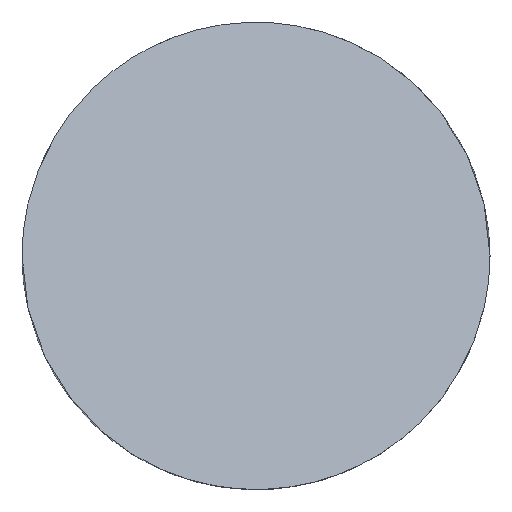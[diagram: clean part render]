
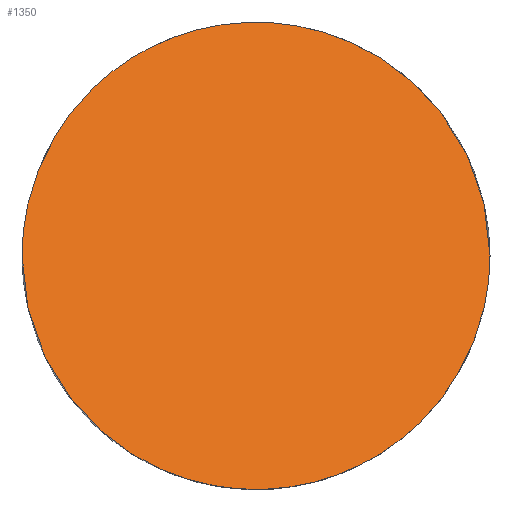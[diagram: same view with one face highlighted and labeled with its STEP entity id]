
A CAD part, top view. The second image highlights one B-rep face of the part: STEP entity #1350.
In plain terms, the highlighted planar face has unit normal (0, 0.707, 0.707).
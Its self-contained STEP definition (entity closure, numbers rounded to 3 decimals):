
#832 = EDGE_CURVE ( 'NONE', #833, #834, #11092, .T. ) ;
#833 = VERTEX_POINT ( 'NONE', #11053 ) ;
#834 = VERTEX_POINT ( 'NONE', #11052 ) ;
#1318 = EDGE_CURVE ( 'NONE', #834, #833, #12884, .T. ) ;
#1350 = ADVANCED_FACE ( 'NONE', ( #12936 ), #12697, .T. ) ;
#1351 = EDGE_LOOP ( 'NONE', ( #1352, #1353 ) ) ;
#1352 = ORIENTED_EDGE ( 'NONE', *, *, #1318, .T. ) ;
#1353 = ORIENTED_EDGE ( 'NONE', *, *, #832, .T. ) ;
#11052 = CARTESIAN_POINT ( 'NONE',  ( -12.7, 0., 4.243 ) ) ;
#11053 = CARTESIAN_POINT ( 'NONE',  ( 12.7, 0., 4.243 ) ) ;
#11088 = CARTESIAN_POINT ( 'NONE',  ( -12.7, 0., 4.243 ) ) ;
#11089 = CARTESIAN_POINT ( 'NONE',  ( -12.7, 25.4, -21.156 ) ) ;
#11090 = CARTESIAN_POINT ( 'NONE',  ( 12.7, 25.4, -21.156 ) ) ;
#11091 = CARTESIAN_POINT ( 'NONE',  ( 12.7, 0., 4.243 ) ) ;
#11092 =( BOUNDED_CURVE ( )  B_SPLINE_CURVE ( 3, ( #11091, #11090, #11089, #11088 ),
 .UNSPECIFIED., .F., .T. ) 
 B_SPLINE_CURVE_WITH_KNOTS ( ( 4, 4 ),
 ( 4.712, 7.854 ),
 .UNSPECIFIED. ) 
 CURVE ( )  GEOMETRIC_REPRESENTATION_ITEM ( )  RATIONAL_B_SPLINE_CURVE ( ( 1., 0.333, 0.333, 1. ) ) 
 REPRESENTATION_ITEM ( '' )  );
#12402 = DIRECTION ( 'NONE',  ( 0., -0.707, 0.707 ) ) ;
#12694 = DIRECTION ( 'NONE',  ( 0., 0.707, 0.707 ) ) ;
#12695 = CARTESIAN_POINT ( 'NONE',  ( -25., 12.7, -8.457 ) ) ;
#12696 = AXIS2_PLACEMENT_3D ( 'NONE', #12695, #12694, #12402 ) ;
#12697 = PLANE ( 'NONE',  #12696 ) ;
#12880 = CARTESIAN_POINT ( 'NONE',  ( 12.7, 0., 4.243 ) ) ;
#12881 = CARTESIAN_POINT ( 'NONE',  ( 12.7, -25.4, 29.641 ) ) ;
#12882 = CARTESIAN_POINT ( 'NONE',  ( -12.7, -25.4, 29.641 ) ) ;
#12883 = CARTESIAN_POINT ( 'NONE',  ( -12.7, 0., 4.243 ) ) ;
#12884 =( BOUNDED_CURVE ( )  B_SPLINE_CURVE ( 3, ( #12883, #12882, #12881, #12880 ),
 .UNSPECIFIED., .F., .T. ) 
 B_SPLINE_CURVE_WITH_KNOTS ( ( 4, 4 ),
 ( 1.571, 4.712 ),
 .UNSPECIFIED. ) 
 CURVE ( )  GEOMETRIC_REPRESENTATION_ITEM ( )  RATIONAL_B_SPLINE_CURVE ( ( 1., 0.333, 0.333, 1. ) ) 
 REPRESENTATION_ITEM ( '' )  );
#12936 = FACE_OUTER_BOUND ( 'NONE', #1351, .T. ) ;
